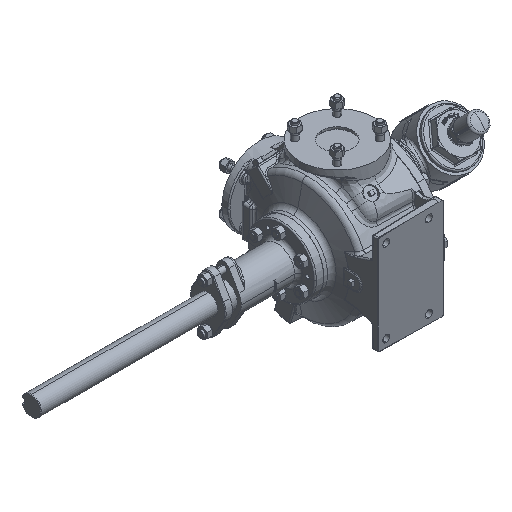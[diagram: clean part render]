
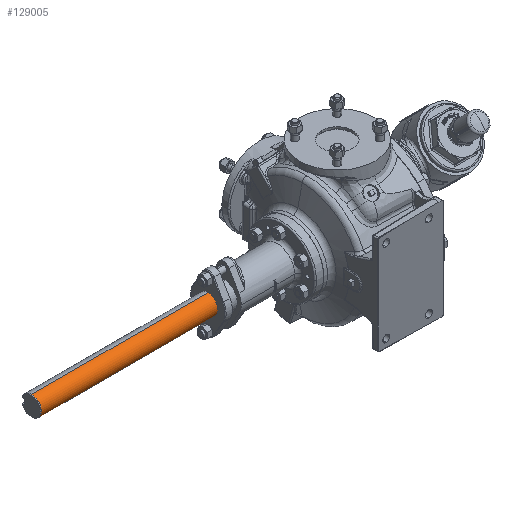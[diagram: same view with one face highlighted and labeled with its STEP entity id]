
A CAD part, isometric view. The second image highlights one B-rep face of the part: STEP entity #129005.
In plain terms, the highlighted cylindrical face has radius 24.594 mm (diameter 49.187 mm), a partial arc.
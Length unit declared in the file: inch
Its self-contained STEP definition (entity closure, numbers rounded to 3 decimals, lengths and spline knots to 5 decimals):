
#7982 = LINE ( 'NONE', #47850, #44886 ) ;
#11562 = ORIENTED_EDGE ( 'NONE', *, *, #125088, .F. ) ;
#12857 = EDGE_LOOP ( 'NONE', ( #11562, #64291, #77438, #178524 ) ) ;
#14708 = VERTEX_POINT ( 'NONE', #125438 ) ;
#17120 = CARTESIAN_POINT ( 'NONE',  ( -33.446, 0., -0.96825 ) ) ;
#24046 = AXIS2_PLACEMENT_3D ( 'NONE', #107010, #93061, #24538 ) ;
#24538 = DIRECTION ( 'NONE',  ( 0., 0., -1. ) ) ;
#42332 = AXIS2_PLACEMENT_3D ( 'NONE', #57877, #155046, #71723 ) ;
#44886 = VECTOR ( 'NONE', #131107, 39.37008 ) ;
#47850 = CARTESIAN_POINT ( 'NONE',  ( -33.506, 0., 0.96825 ) ) ;
#50542 = FACE_OUTER_BOUND ( 'NONE', #12857, .T. ) ;
#57672 = VERTEX_POINT ( 'NONE', #135498 ) ;
#57877 = CARTESIAN_POINT ( 'NONE',  ( -33.446, 0., 0. ) ) ;
#64291 = ORIENTED_EDGE ( 'NONE', *, *, #91377, .T. ) ;
#64743 = EDGE_CURVE ( 'NONE', #100811, #57672, #68745, .T. ) ;
#65811 = CARTESIAN_POINT ( 'NONE',  ( -33.506, 0., -0.96825 ) ) ;
#68745 = LINE ( 'NONE', #65811, #105685 ) ;
#71723 = DIRECTION ( 'NONE',  ( 0., 0., -1. ) ) ;
#77438 = ORIENTED_EDGE ( 'NONE', *, *, #64743, .T. ) ;
#77904 = DIRECTION ( 'NONE',  ( 1., 0., 0. ) ) ;
#81900 = EDGE_CURVE ( 'Defeatured_0_1858+Defeatured_0_1851+Defeatured_0_1851+Defeatured_0_1851', #14708, #57672, #101762, .T. ) ;
#91377 = EDGE_CURVE ( 'Defeatured_0_1851+Defeatured_0_1848+Defeatured_0_1849+Defeatured_0_1847', #112409, #100811, #140484, .T. ) ;
#93061 = DIRECTION ( 'NONE',  ( 1., 0., 0. ) ) ;
#100811 = VERTEX_POINT ( 'NONE', #17120 ) ;
#101762 = CIRCLE ( 'NONE', #107416, 0.96825 ) ;
#102636 = CYLINDRICAL_SURFACE ( 'NONE', #24046, 0.96825 ) ;
#105685 = VECTOR ( 'NONE', #107664, 39.37008 ) ;
#107010 = CARTESIAN_POINT ( 'NONE',  ( -33.506, 0., 0. ) ) ;
#107416 = AXIS2_PLACEMENT_3D ( 'NONE', #161252, #77904, #175216 ) ;
#107664 = DIRECTION ( 'NONE',  ( 1., 0., 0. ) ) ;
#112409 = VERTEX_POINT ( 'NONE', #124555 ) ;
#124555 = CARTESIAN_POINT ( 'NONE',  ( -33.446, 0., 0.96825 ) ) ;
#125088 = EDGE_CURVE ( 'NONE', #112409, #14708, #7982, .T. ) ;
#125438 = CARTESIAN_POINT ( 'NONE',  ( -15.62861, 0., 0.96825 ) ) ;
#129005 = ADVANCED_FACE ( 'Defeatured_0_1851', ( #50542 ), #102636, .T. ) ;
#131107 = DIRECTION ( 'NONE',  ( 1., 0., 0. ) ) ;
#135498 = CARTESIAN_POINT ( 'NONE',  ( -15.62861, 0., -0.96825 ) ) ;
#140484 = CIRCLE ( 'NONE', #42332, 0.96825 ) ;
#155046 = DIRECTION ( 'NONE',  ( 1., 0., 0. ) ) ;
#161252 = CARTESIAN_POINT ( 'NONE',  ( -15.62861, 0., 0. ) ) ;
#175216 = DIRECTION ( 'NONE',  ( 0., 0., -1. ) ) ;
#178524 = ORIENTED_EDGE ( 'NONE', *, *, #81900, .F. ) ;
